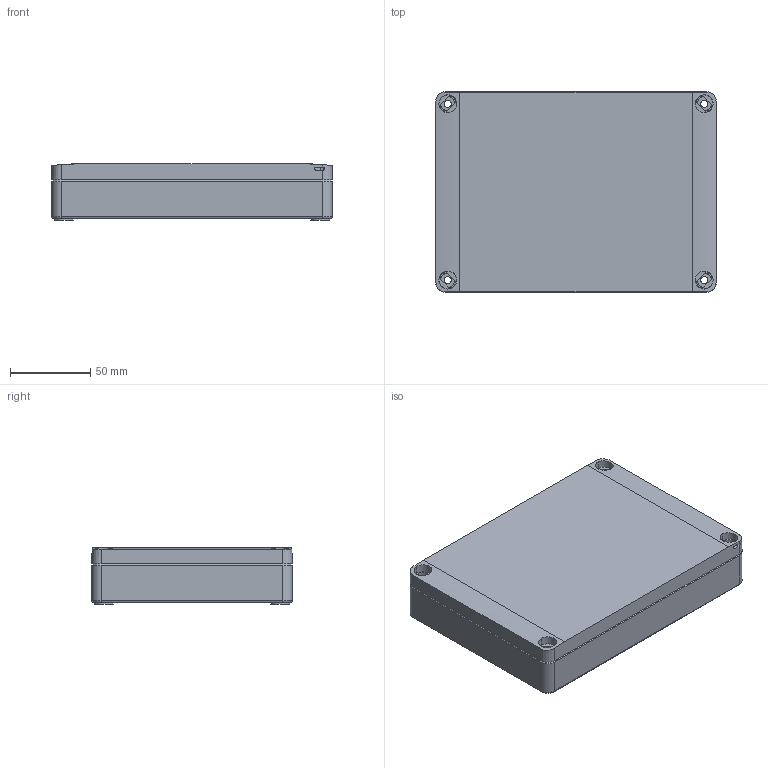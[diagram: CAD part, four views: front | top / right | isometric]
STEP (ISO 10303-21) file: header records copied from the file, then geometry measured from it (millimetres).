
FILE_DESCRIPTION((''),'2;1');
FILE_NAME('SPCP131804LG_ASM','2008-12-08T',('pasi_koskela'),(''),'PRO/ENGINEER BY PARAMETRIC TECHNOLOGY CORPORATION, 2008250','PRO/ENGINEER BY PARAMETRIC TECHNOLOGY CORPORATION, 2008250','');
FILE_SCHEMA(('AUTOMOTIVE_DESIGN_CC2 { 1 2 10303 214 -1 1 5 2 }'));
Length unit declared in the file: millimetre
Products named in the file (3): SPCP131803B; SPCG131801L; SPCP131804LG_ASM
Assembly tree (2 placements, depth 2):
  SPCP131804LG_ASM
    SPCP131803B
    SPCG131801L
Bounding box: 175 x 125 x 35 mm (x, y, z)
Volume: 197302.4 mm3; surface area: 135668.1 mm2
Topology: 2 solids, 2 shells, 1779 faces, 4829 edges, 3185 vertices
Faces by surface type: plane 1525, cylinder 162, cone 66, torus 16, extrusion 10
Entity records: 57778 total; most frequent: CARTESIAN_POINT 10556, ORIENTED_EDGE 9658, DIRECTION 8709, EDGE_CURVE 4829, VECTOR 4355, LINE 4345, VERTEX_POINT 3185, AXIS2_PLACEMENT_3D 2177
